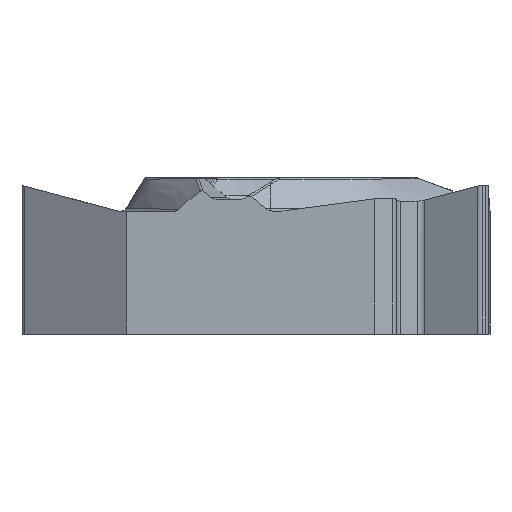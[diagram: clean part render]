
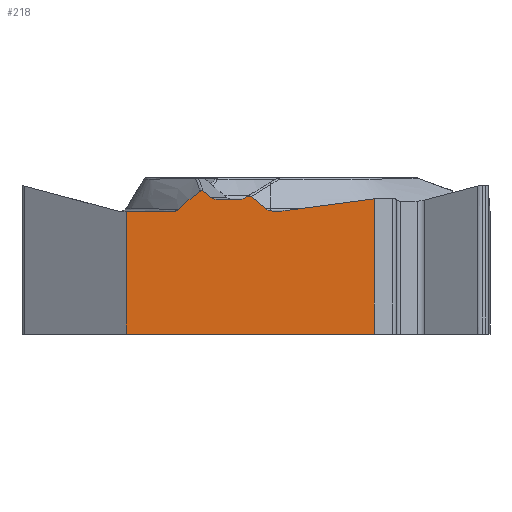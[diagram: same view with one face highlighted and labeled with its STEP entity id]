
A CAD part, left-side view. The second image highlights one B-rep face of the part: STEP entity #218.
In plain terms, the highlighted planar face has unit normal (-1, 0, 0).
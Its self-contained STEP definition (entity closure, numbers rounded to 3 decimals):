
#218=ADVANCED_FACE('',(#393),#352,.F.);
#352=PLANE('',#2286);
#393=FACE_OUTER_BOUND('',#522,.T.);
#522=EDGE_LOOP('',(#720,#721,#722,#723,#724,#725,#726,#727,#728,#729,#730,
#731,#732,#733,#734,#735,#736,#737,#738));
#665=ELLIPSE('',#2281,1.,0.5);
#666=ELLIPSE('',#2282,0.41,0.205);
#667=ELLIPSE('',#2283,0.154,0.1);
#668=ELLIPSE('',#2284,0.309,0.3);
#669=ELLIPSE('',#2285,0.309,0.3);
#720=ORIENTED_EDGE('',*,*,#1584,.T.);
#721=ORIENTED_EDGE('',*,*,#1585,.F.);
#722=ORIENTED_EDGE('',*,*,#1586,.T.);
#723=ORIENTED_EDGE('',*,*,#1587,.T.);
#724=ORIENTED_EDGE('',*,*,#1588,.T.);
#725=ORIENTED_EDGE('',*,*,#1589,.T.);
#726=ORIENTED_EDGE('',*,*,#1590,.T.);
#727=ORIENTED_EDGE('',*,*,#1591,.F.);
#728=ORIENTED_EDGE('',*,*,#1592,.F.);
#729=ORIENTED_EDGE('',*,*,#1593,.T.);
#730=ORIENTED_EDGE('',*,*,#1594,.T.);
#731=ORIENTED_EDGE('',*,*,#1595,.T.);
#732=ORIENTED_EDGE('',*,*,#1596,.T.);
#733=ORIENTED_EDGE('',*,*,#1597,.T.);
#734=ORIENTED_EDGE('',*,*,#1598,.F.);
#735=ORIENTED_EDGE('',*,*,#1599,.T.);
#736=ORIENTED_EDGE('',*,*,#1600,.T.);
#737=ORIENTED_EDGE('',*,*,#1601,.T.);
#738=ORIENTED_EDGE('',*,*,#1602,.F.);
#1382=VERTEX_POINT('',#3541);
#1383=VERTEX_POINT('',#3542);
#1384=VERTEX_POINT('',#3544);
#1385=VERTEX_POINT('',#3546);
#1386=VERTEX_POINT('',#3548);
#1387=VERTEX_POINT('',#3550);
#1388=VERTEX_POINT('',#3555);
#1389=VERTEX_POINT('',#3557);
#1390=VERTEX_POINT('',#3559);
#1391=VERTEX_POINT('',#3561);
#1392=VERTEX_POINT('',#3563);
#1393=VERTEX_POINT('',#3565);
#1394=VERTEX_POINT('',#3567);
#1395=VERTEX_POINT('',#3569);
#1396=VERTEX_POINT('',#3571);
#1397=VERTEX_POINT('',#3585);
#1398=VERTEX_POINT('',#3593);
#1399=VERTEX_POINT('',#3604);
#1400=VERTEX_POINT('',#3606);
#1584=EDGE_CURVE('',#1382,#1383,#1906,.T.);
#1585=EDGE_CURVE('',#1384,#1383,#1907,.T.);
#1586=EDGE_CURVE('',#1384,#1385,#1908,.T.);
#1587=EDGE_CURVE('',#1385,#1386,#665,.T.);
#1588=EDGE_CURVE('',#1386,#1387,#1909,.T.);
#1589=EDGE_CURVE('',#1387,#1388,#2184,.T.);
#1590=EDGE_CURVE('',#1388,#1389,#666,.T.);
#1591=EDGE_CURVE('',#1390,#1389,#1910,.T.);
#1592=EDGE_CURVE('',#1391,#1390,#667,.T.);
#1593=EDGE_CURVE('',#1391,#1392,#1911,.T.);
#1594=EDGE_CURVE('',#1392,#1393,#668,.T.);
#1595=EDGE_CURVE('',#1393,#1394,#1912,.T.);
#1596=EDGE_CURVE('',#1394,#1395,#669,.T.);
#1597=EDGE_CURVE('',#1395,#1396,#1913,.T.);
#1598=EDGE_CURVE('',#1397,#1396,#2185,.T.);
#1599=EDGE_CURVE('',#1397,#1398,#2186,.T.);
#1600=EDGE_CURVE('',#1398,#1399,#2187,.T.);
#1601=EDGE_CURVE('',#1399,#1400,#1914,.T.);
#1602=EDGE_CURVE('',#1382,#1400,#1915,.T.);
#1906=LINE('',#3540,#2044);
#1907=LINE('',#3543,#2045);
#1908=LINE('',#3545,#2046);
#1909=LINE('',#3549,#2047);
#1910=LINE('',#3558,#2048);
#1911=LINE('',#3562,#2049);
#1912=LINE('',#3566,#2050);
#1913=LINE('',#3570,#2051);
#1914=LINE('',#3605,#2052);
#1915=LINE('',#3607,#2053);
#2044=VECTOR('',#2524,1.);
#2045=VECTOR('',#2525,1.);
#2046=VECTOR('',#2526,1.);
#2047=VECTOR('',#2529,1.);
#2048=VECTOR('',#2532,1.);
#2049=VECTOR('',#2535,1.);
#2050=VECTOR('',#2538,1.);
#2051=VECTOR('',#2541,1.);
#2052=VECTOR('',#2542,1.);
#2053=VECTOR('',#2543,1.);
#2184=B_SPLINE_CURVE_WITH_KNOTS('',3,(#3551,#3552,#3553,#3554),
 .UNSPECIFIED.,.F.,.F.,(4,4),(0.,1.),.UNSPECIFIED.);
#2185=B_SPLINE_CURVE_WITH_KNOTS('',3,(#3572,#3573,#3574,#3575,#3576,#3577,
#3578,#3579,#3580,#3581,#3582,#3583,#3584),.UNSPECIFIED.,.F.,.F.,(4,3,3,
3,4),(0.,0.251,0.502,0.753,1.),
 .UNSPECIFIED.);
#2186=B_SPLINE_CURVE_WITH_KNOTS('',3,(#3586,#3587,#3588,#3589,#3590,#3591,
#3592),.UNSPECIFIED.,.F.,.F.,(4,3,4),(0.,0.416,1.),
 .UNSPECIFIED.);
#2187=B_SPLINE_CURVE_WITH_KNOTS('',3,(#3594,#3595,#3596,#3597,#3598,#3599,
#3600,#3601,#3602,#3603),.UNSPECIFIED.,.F.,.F.,(4,3,3,4),(0.,0.469,
0.885,1.),.UNSPECIFIED.);
#2281=AXIS2_PLACEMENT_3D('',#3547,#2527,#2528);
#2282=AXIS2_PLACEMENT_3D('',#3556,#2530,#2531);
#2283=AXIS2_PLACEMENT_3D('',#3560,#2533,#2534);
#2284=AXIS2_PLACEMENT_3D('',#3564,#2536,#2537);
#2285=AXIS2_PLACEMENT_3D('',#3568,#2539,#2540);
#2286=AXIS2_PLACEMENT_3D('',#3608,#2544,#2545);
#2524=DIRECTION('',(0.,-1.,0.));
#2525=DIRECTION('',(0.,0.,-1.));
#2526=DIRECTION('',(0.,0.991,-0.133));
#2527=DIRECTION('',(1.,0.,0.));
#2528=DIRECTION('',(0.,1.,0.));
#2529=DIRECTION('',(0.,1.,0.));
#2530=DIRECTION('',(1.,0.,0.));
#2531=DIRECTION('',(0.,-1.,0.));
#2532=DIRECTION('',(0.,-0.772,-0.636));
#2533=DIRECTION('',(1.,0.,0.));
#2534=DIRECTION('',(0.,-0.854,0.521));
#2535=DIRECTION('',(0.,0.775,-0.631));
#2536=DIRECTION('',(1.,0.,0.));
#2537=DIRECTION('',(0.,-1.,0.));
#2538=DIRECTION('',(0.,1.,0.));
#2539=DIRECTION('',(1.,0.,0.));
#2540=DIRECTION('',(0.,-1.,0.));
#2541=DIRECTION('',(0.,0.775,0.631));
#2542=DIRECTION('',(0.,1.,0.));
#2543=DIRECTION('',(0.,0.,1.));
#2544=DIRECTION('',(1.,0.,0.));
#2545=DIRECTION('',(0.,0.,-1.));
#3540=CARTESIAN_POINT('',(-6.35,8.6,-5.56));
#3541=CARTESIAN_POINT('',(-6.35,5.407,-5.56));
#3542=CARTESIAN_POINT('',(-6.35,-3.881,-5.56));
#3543=CARTESIAN_POINT('',(-6.35,-3.881,25.));
#3544=CARTESIAN_POINT('',(-6.35,-3.881,-0.498));
#3545=CARTESIAN_POINT('',(-6.35,-3.424,-0.56));
#3546=CARTESIAN_POINT('',(-6.35,-0.551,-0.945));
#3547=CARTESIAN_POINT('',(-6.35,-0.292,-0.462));
#3548=CARTESIAN_POINT('',(-6.35,-0.292,-0.962));
#3549=CARTESIAN_POINT('',(-6.35,0.,-0.962));
#3550=CARTESIAN_POINT('',(-6.35,-0.158,-0.962));
#3551=CARTESIAN_POINT('',(-6.35,-0.158,-0.962));
#3552=CARTESIAN_POINT('',(-6.35,-0.105,-0.962));
#3553=CARTESIAN_POINT('',(-6.35,-0.052,-0.957));
#3554=CARTESIAN_POINT('',(-6.35,0.,-0.946));
#3555=CARTESIAN_POINT('',(-6.35,0.,-0.946));
#3556=CARTESIAN_POINT('',(-6.35,-0.158,-0.757));
#3557=CARTESIAN_POINT('',(-6.35,0.192,-0.863));
#3558=CARTESIAN_POINT('',(-6.35,17.892,13.73));
#3559=CARTESIAN_POINT('',(-6.35,0.734,-0.416));
#3560=CARTESIAN_POINT('',(-6.35,0.851,-0.513));
#3561=CARTESIAN_POINT('',(-6.35,0.929,-0.446));
#3562=CARTESIAN_POINT('',(-6.35,-6.917,5.942));
#3563=CARTESIAN_POINT('',(-6.35,0.934,-0.45));
#3564=CARTESIAN_POINT('',(-6.35,1.132,-0.22));
#3565=CARTESIAN_POINT('',(-6.35,1.132,-0.52));
#3566=CARTESIAN_POINT('',(-6.35,8.6,-0.52));
#3567=CARTESIAN_POINT('',(-6.35,2.034,-0.52));
#3568=CARTESIAN_POINT('',(-6.35,2.034,-0.22));
#3569=CARTESIAN_POINT('',(-6.35,2.233,-0.45));
#3570=CARTESIAN_POINT('',(-6.35,18.522,12.813));
#3571=CARTESIAN_POINT('',(-6.35,2.519,-0.217));
#3572=CARTESIAN_POINT('',(-6.35,2.639,-0.212));
#3573=CARTESIAN_POINT('',(-6.35,2.631,-0.206));
#3574=CARTESIAN_POINT('',(-6.35,2.621,-0.201));
#3575=CARTESIAN_POINT('',(-6.35,2.61,-0.198));
#3576=CARTESIAN_POINT('',(-6.35,2.6,-0.195));
#3577=CARTESIAN_POINT('',(-6.35,2.589,-0.193));
#3578=CARTESIAN_POINT('',(-6.35,2.578,-0.194));
#3579=CARTESIAN_POINT('',(-6.35,2.568,-0.194));
#3580=CARTESIAN_POINT('',(-6.35,2.557,-0.197));
#3581=CARTESIAN_POINT('',(-6.35,2.547,-0.2));
#3582=CARTESIAN_POINT('',(-6.35,2.537,-0.204));
#3583=CARTESIAN_POINT('',(-6.35,2.528,-0.21));
#3584=CARTESIAN_POINT('',(-6.35,2.519,-0.217));
#3585=CARTESIAN_POINT('',(-6.35,2.639,-0.212));
#3586=CARTESIAN_POINT('',(-6.35,2.639,-0.212));
#3587=CARTESIAN_POINT('',(-6.35,2.758,-0.298));
#3588=CARTESIAN_POINT('',(-6.35,2.874,-0.388));
#3589=CARTESIAN_POINT('',(-6.35,2.986,-0.481));
#3590=CARTESIAN_POINT('',(-6.35,3.145,-0.613));
#3591=CARTESIAN_POINT('',(-6.35,3.297,-0.752));
#3592=CARTESIAN_POINT('',(-6.35,3.443,-0.897));
#3593=CARTESIAN_POINT('',(-6.35,3.443,-0.897));
#3594=CARTESIAN_POINT('',(-6.35,3.443,-0.897));
#3595=CARTESIAN_POINT('',(-6.35,3.463,-0.916));
#3596=CARTESIAN_POINT('',(-6.35,3.487,-0.932));
#3597=CARTESIAN_POINT('',(-6.35,3.513,-0.943));
#3598=CARTESIAN_POINT('',(-6.35,3.535,-0.953));
#3599=CARTESIAN_POINT('',(-6.35,3.56,-0.959));
#3600=CARTESIAN_POINT('',(-6.35,3.585,-0.961));
#3601=CARTESIAN_POINT('',(-6.35,3.592,-0.961));
#3602=CARTESIAN_POINT('',(-6.35,3.598,-0.962));
#3603=CARTESIAN_POINT('',(-6.35,3.605,-0.962));
#3604=CARTESIAN_POINT('',(-6.35,3.605,-0.962));
#3605=CARTESIAN_POINT('',(-6.35,8.6,-0.962));
#3606=CARTESIAN_POINT('',(-6.35,5.407,-0.962));
#3607=CARTESIAN_POINT('',(-6.35,5.407,25.));
#3608=CARTESIAN_POINT('',(-6.35,8.6,25.));
